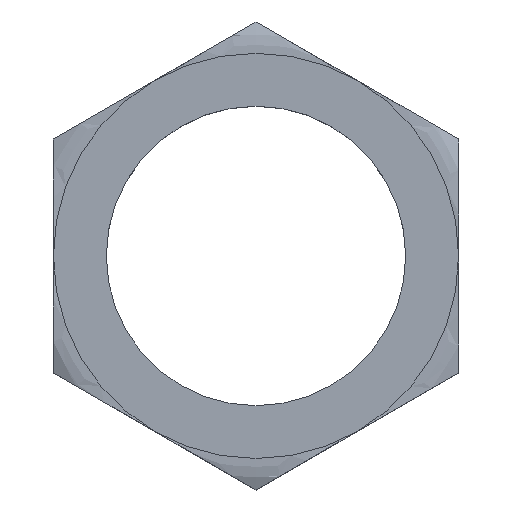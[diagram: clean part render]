
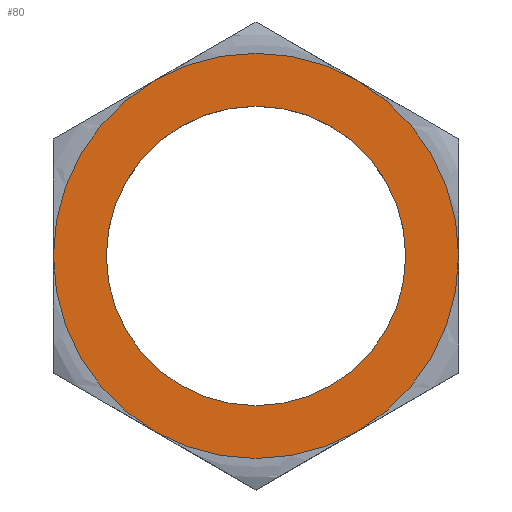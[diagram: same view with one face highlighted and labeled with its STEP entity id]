
A CAD part, top view. The second image highlights one B-rep face of the part: STEP entity #80.
In plain terms, the highlighted planar face has unit normal (0, 0, 1).
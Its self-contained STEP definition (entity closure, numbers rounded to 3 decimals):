
#58=PLANE('',#276);
#69=FACE_BOUND('',#114,.T.);
#70=FACE_BOUND('',#115,.T.);
#80=ADVANCED_FACE('',(#69,#70),#58,.F.);
#114=EDGE_LOOP('',(#152,#153,#154,#155,#156,#157));
#115=EDGE_LOOP('',(#158));
#124=CIRCLE('',#261,5.);
#125=CIRCLE('',#263,5.);
#126=CIRCLE('',#265,5.);
#127=CIRCLE('',#267,5.);
#128=CIRCLE('',#269,5.);
#129=CIRCLE('',#271,5.);
#130=CIRCLE('',#273,3.695);
#152=ORIENTED_EDGE('',*,*,#226,.F.);
#153=ORIENTED_EDGE('',*,*,#220,.F.);
#154=ORIENTED_EDGE('',*,*,#217,.F.);
#155=ORIENTED_EDGE('',*,*,#224,.F.);
#156=ORIENTED_EDGE('',*,*,#232,.F.);
#157=ORIENTED_EDGE('',*,*,#229,.F.);
#158=ORIENTED_EDGE('',*,*,#234,.T.);
#196=VERTEX_POINT('',#349);
#198=VERTEX_POINT('',#352);
#200=VERTEX_POINT('',#364);
#202=VERTEX_POINT('',#383);
#204=VERTEX_POINT('',#394);
#206=VERTEX_POINT('',#406);
#208=VERTEX_POINT('',#426);
#217=EDGE_CURVE('',#196,#198,#124,.T.);
#220=EDGE_CURVE('',#198,#200,#125,.T.);
#224=EDGE_CURVE('',#202,#196,#126,.T.);
#226=EDGE_CURVE('',#200,#204,#127,.T.);
#229=EDGE_CURVE('',#204,#206,#128,.T.);
#232=EDGE_CURVE('',#206,#202,#129,.T.);
#234=EDGE_CURVE('',#208,#208,#130,.T.);
#261=AXIS2_PLACEMENT_3D('',#351,#286,#287);
#263=AXIS2_PLACEMENT_3D('',#363,#290,#291);
#265=AXIS2_PLACEMENT_3D('',#384,#294,#295);
#267=AXIS2_PLACEMENT_3D('',#393,#298,#299);
#269=AXIS2_PLACEMENT_3D('',#405,#302,#303);
#271=AXIS2_PLACEMENT_3D('',#417,#306,#307);
#273=AXIS2_PLACEMENT_3D('',#425,#310,#311);
#276=AXIS2_PLACEMENT_3D('',#430,#316,#317);
#286=DIRECTION('',(0.,0.,-1.));
#287=DIRECTION('',(0.5,0.866,0.));
#290=DIRECTION('',(0.,0.,-1.));
#291=DIRECTION('',(0.5,0.866,0.));
#294=DIRECTION('',(0.,0.,-1.));
#295=DIRECTION('',(0.5,0.866,0.));
#298=DIRECTION('',(0.,0.,-1.));
#299=DIRECTION('',(0.5,0.866,0.));
#302=DIRECTION('',(0.,0.,-1.));
#303=DIRECTION('',(0.5,0.866,0.));
#306=DIRECTION('',(0.,0.,-1.));
#307=DIRECTION('',(0.5,0.866,0.));
#310=DIRECTION('',(0.,0.,-1.));
#311=DIRECTION('',(0.5,0.866,0.));
#316=DIRECTION('',(0.,0.,-1.));
#317=DIRECTION('',(0.5,0.866,0.));
#349=CARTESIAN_POINT('',(-5.,0.,2.));
#351=CARTESIAN_POINT('',(0.,0.,2.));
#352=CARTESIAN_POINT('',(-2.5,4.33,2.));
#363=CARTESIAN_POINT('',(0.,0.,2.));
#364=CARTESIAN_POINT('',(2.5,4.33,2.));
#383=CARTESIAN_POINT('',(-2.5,-4.33,2.));
#384=CARTESIAN_POINT('',(0.,0.,2.));
#393=CARTESIAN_POINT('',(0.,0.,2.));
#394=CARTESIAN_POINT('',(5.,0.,2.));
#405=CARTESIAN_POINT('',(0.,0.,2.));
#406=CARTESIAN_POINT('',(2.5,-4.33,2.));
#417=CARTESIAN_POINT('',(0.,0.,2.));
#425=CARTESIAN_POINT('',(0.,0.,2.));
#426=CARTESIAN_POINT('',(1.848,3.2,2.));
#430=CARTESIAN_POINT('',(3.2,-1.848,2.));
